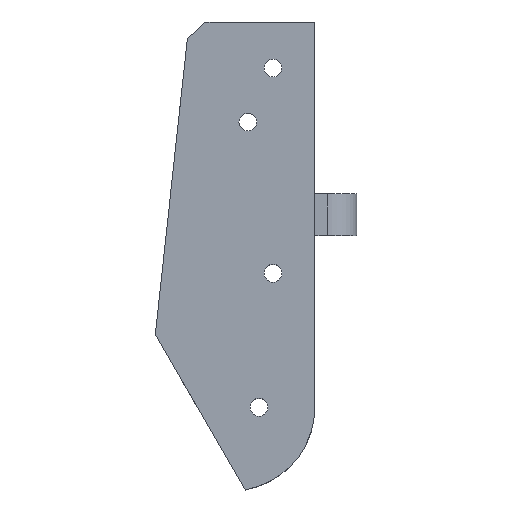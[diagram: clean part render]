
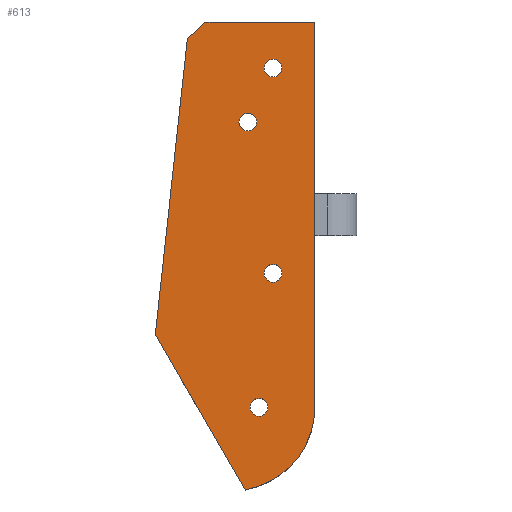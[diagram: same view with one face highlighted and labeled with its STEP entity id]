
A CAD part, top view. The second image highlights one B-rep face of the part: STEP entity #613.
In plain terms, the highlighted planar face has unit normal (0, 0, 1).
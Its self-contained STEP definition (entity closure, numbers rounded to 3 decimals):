
#21=FACE_BOUND('',#96,.T.);
#22=FACE_BOUND('',#97,.T.);
#23=FACE_BOUND('',#98,.T.);
#24=FACE_BOUND('',#99,.T.);
#38=PLANE('',#672);
#61=FACE_OUTER_BOUND('',#95,.T.);
#95=EDGE_LOOP('',(#460,#461,#462,#463,#464,#465));
#96=EDGE_LOOP('',(#466));
#97=EDGE_LOOP('',(#467));
#98=EDGE_LOOP('',(#468));
#99=EDGE_LOOP('',(#469));
#145=LINE('',#938,#208);
#147=LINE('',#944,#210);
#148=LINE('',#946,#211);
#149=LINE('',#948,#212);
#150=LINE('',#949,#213);
#208=VECTOR('',#761,10.);
#210=VECTOR('',#767,10.);
#211=VECTOR('',#768,10.);
#212=VECTOR('',#769,10.);
#213=VECTOR('',#770,10.);
#257=CIRCLE('',#673,10.);
#258=CIRCLE('',#674,1.063);
#259=CIRCLE('',#675,1.063);
#260=CIRCLE('',#676,1.063);
#261=CIRCLE('',#677,1.063);
#293=VERTEX_POINT('',#935);
#294=VERTEX_POINT('',#937);
#295=VERTEX_POINT('',#941);
#296=VERTEX_POINT('',#943);
#297=VERTEX_POINT('',#945);
#298=VERTEX_POINT('',#947);
#299=VERTEX_POINT('',#950);
#300=VERTEX_POINT('',#952);
#301=VERTEX_POINT('',#954);
#302=VERTEX_POINT('',#956);
#357=EDGE_CURVE('',#294,#293,#145,.T.);
#359=EDGE_CURVE('',#295,#293,#257,.T.);
#360=EDGE_CURVE('',#296,#295,#147,.T.);
#361=EDGE_CURVE('',#297,#296,#148,.T.);
#362=EDGE_CURVE('',#298,#297,#149,.T.);
#363=EDGE_CURVE('',#294,#298,#150,.T.);
#364=EDGE_CURVE('',#299,#299,#258,.T.);
#365=EDGE_CURVE('',#300,#300,#259,.T.);
#366=EDGE_CURVE('',#301,#301,#260,.T.);
#367=EDGE_CURVE('',#302,#302,#261,.T.);
#460=ORIENTED_EDGE('',*,*,#357,.T.);
#461=ORIENTED_EDGE('',*,*,#359,.F.);
#462=ORIENTED_EDGE('',*,*,#360,.F.);
#463=ORIENTED_EDGE('',*,*,#361,.F.);
#464=ORIENTED_EDGE('',*,*,#362,.F.);
#465=ORIENTED_EDGE('',*,*,#363,.F.);
#466=ORIENTED_EDGE('',*,*,#364,.F.);
#467=ORIENTED_EDGE('',*,*,#365,.F.);
#468=ORIENTED_EDGE('',*,*,#366,.F.);
#469=ORIENTED_EDGE('',*,*,#367,.F.);
#613=ADVANCED_FACE('',(#61,#21,#22,#23,#24),#38,.T.);
#672=AXIS2_PLACEMENT_3D('',#940,#763,#764);
#673=AXIS2_PLACEMENT_3D('',#942,#765,#766);
#674=AXIS2_PLACEMENT_3D('',#951,#771,#772);
#675=AXIS2_PLACEMENT_3D('',#953,#773,#774);
#676=AXIS2_PLACEMENT_3D('',#955,#775,#776);
#677=AXIS2_PLACEMENT_3D('',#957,#777,#778);
#761=DIRECTION('',(0.5,-0.866,0.));
#763=DIRECTION('center_axis',(0.,0.,1.));
#764=DIRECTION('ref_axis',(1.,0.,0.));
#765=DIRECTION('center_axis',(0.,0.,-1.));
#766=DIRECTION('ref_axis',(-1.,0.,0.));
#767=DIRECTION('',(0.,-1.,0.));
#768=DIRECTION('',(1.,0.,0.));
#769=DIRECTION('',(0.744,0.668,0.));
#770=DIRECTION('',(0.108,0.994,0.));
#771=DIRECTION('center_axis',(0.,0.,1.));
#772=DIRECTION('ref_axis',(1.,0.,0.));
#773=DIRECTION('center_axis',(0.,0.,1.));
#774=DIRECTION('ref_axis',(1.,0.,0.));
#775=DIRECTION('center_axis',(0.,0.,1.));
#776=DIRECTION('ref_axis',(1.,0.,0.));
#777=DIRECTION('center_axis',(0.,0.,1.));
#778=DIRECTION('ref_axis',(1.,0.,0.));
#935=CARTESIAN_POINT('',(1.667,-32.86,13.25));
#937=CARTESIAN_POINT('',(-9.054,-14.292,13.25));
#938=CARTESIAN_POINT('',(-9.934,-12.768,13.25));
#940=CARTESIAN_POINT('Origin',(0.,-5.,13.25));
#941=CARTESIAN_POINT('',(10.,-23.,13.25));
#942=CARTESIAN_POINT('Origin',(0.,-23.,13.25));
#943=CARTESIAN_POINT('',(10.,23.,13.25));
#944=CARTESIAN_POINT('',(10.,-14.,13.25));
#945=CARTESIAN_POINT('',(-3.,23.,13.25));
#946=CARTESIAN_POINT('',(5.,23.,13.25));
#947=CARTESIAN_POINT('',(-5.216,21.012,13.25));
#948=CARTESIAN_POINT('',(-9.682,17.005,13.25));
#949=CARTESIAN_POINT('',(-6.475,9.432,13.25));
#950=CARTESIAN_POINT('',(0.937,11.05,13.25));
#951=CARTESIAN_POINT('Origin',(2.,11.05,13.25));
#952=CARTESIAN_POINT('',(3.938,-7.,13.25));
#953=CARTESIAN_POINT('Origin',(5.,-7.,13.25));
#954=CARTESIAN_POINT('',(3.937,17.5,13.25));
#955=CARTESIAN_POINT('Origin',(5.,17.5,13.25));
#956=CARTESIAN_POINT('',(2.271,-23.,13.25));
#957=CARTESIAN_POINT('Origin',(3.333,-23.,13.25));
